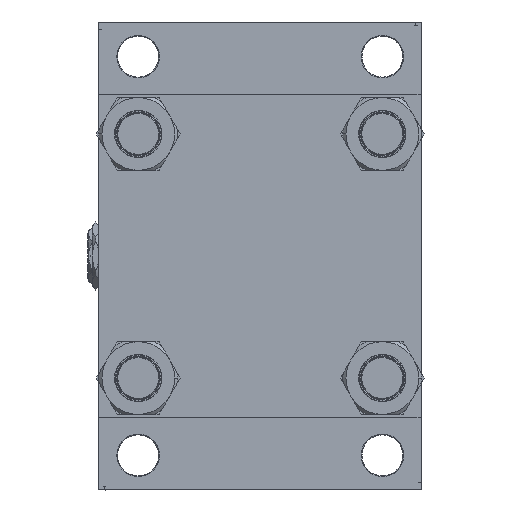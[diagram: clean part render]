
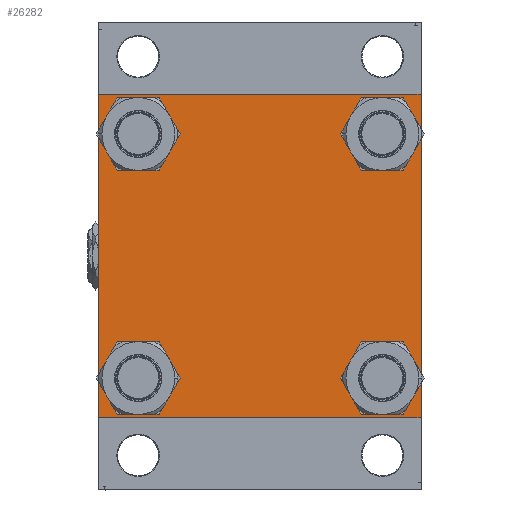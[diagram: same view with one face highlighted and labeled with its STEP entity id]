
A CAD part, left-side view. The second image highlights one B-rep face of the part: STEP entity #26282.
In plain terms, the highlighted planar face has unit normal (-1, 0, 0).
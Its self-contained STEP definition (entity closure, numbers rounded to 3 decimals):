
#77 = DIRECTION ( 'NONE',  ( 1., 0., 0. ) ) ;
#425 = EDGE_CURVE ( 'NONE', #16839, #40496, #22062, .T. ) ;
#524 = VECTOR ( 'NONE', #19393, 1000. ) ;
#757 = CARTESIAN_POINT ( 'NONE',  ( 0., -102.5, 102. ) ) ;
#766 = DIRECTION ( 'NONE',  ( 1., 0., 0. ) ) ;
#1278 = CARTESIAN_POINT ( 'NONE',  ( 0., 77.45, 77.45 ) ) ;
#1515 = DIRECTION ( 'NONE',  ( 1., 0., 0. ) ) ;
#1714 = VERTEX_POINT ( 'NONE', #35469 ) ;
#1806 = CARTESIAN_POINT ( 'NONE',  ( 0., -102.25, 102.25 ) ) ;
#1927 = VERTEX_POINT ( 'NONE', #41649 ) ;
#1942 = FACE_BOUND ( 'NONE', #29988, .T. ) ;
#2832 = VERTEX_POINT ( 'NONE', #36558 ) ;
#3852 = DIRECTION ( 'NONE',  ( 0., -0.707, -0.707 ) ) ;
#4495 = DIRECTION ( 'NONE',  ( 0., 0.707, -0.707 ) ) ;
#5335 = DIRECTION ( 'NONE',  ( 0., 0., 1. ) ) ;
#5755 = EDGE_CURVE ( 'NONE', #11344, #1927, #23150, .T. ) ;
#5810 = DIRECTION ( 'NONE',  ( 0., 0., -1. ) ) ;
#5967 = LINE ( 'NONE', #21459, #44369 ) ;
#6242 = FACE_BOUND ( 'NONE', #28260, .T. ) ;
#6613 = CARTESIAN_POINT ( 'NONE',  ( 0., -77.45, -91.45 ) ) ;
#6891 = ORIENTED_EDGE ( 'NONE', *, *, #40261, .T. ) ;
#7095 = ORIENTED_EDGE ( 'NONE', *, *, #48473, .T. ) ;
#7210 = CARTESIAN_POINT ( 'NONE',  ( 0., -77.45, 91.45 ) ) ;
#7442 = CARTESIAN_POINT ( 'NONE',  ( 0., -77.45, -77.45 ) ) ;
#8219 = ORIENTED_EDGE ( 'NONE', *, *, #44923, .T. ) ;
#8586 = CIRCLE ( 'NONE', #13450, 14. ) ;
#8661 = AXIS2_PLACEMENT_3D ( 'NONE', #29516, #17562, #40712 ) ;
#9305 = FACE_BOUND ( 'NONE', #15542, .T. ) ;
#9778 = VERTEX_POINT ( 'NONE', #46698 ) ;
#10306 = CARTESIAN_POINT ( 'NONE',  ( 0., 0., 0. ) ) ;
#10913 = ORIENTED_EDGE ( 'NONE', *, *, #17572, .T. ) ;
#11266 = DIRECTION ( 'NONE',  ( 0., -0.707, 0.707 ) ) ;
#11344 = VERTEX_POINT ( 'NONE', #15502 ) ;
#11435 = EDGE_CURVE ( 'NONE', #1714, #39111, #19912, .T. ) ;
#12340 = LINE ( 'NONE', #31923, #45613 ) ;
#12618 = ORIENTED_EDGE ( 'NONE', *, *, #5755, .T. ) ;
#13117 = CARTESIAN_POINT ( 'NONE',  ( 0., -102., 102.5 ) ) ;
#13450 = AXIS2_PLACEMENT_3D ( 'NONE', #7442, #77, #34389 ) ;
#13476 = ORIENTED_EDGE ( 'NONE', *, *, #11435, .T. ) ;
#15417 = DIRECTION ( 'NONE',  ( 0., -1., 0. ) ) ;
#15502 = CARTESIAN_POINT ( 'NONE',  ( 0., 102.5, -102. ) ) ;
#15542 = EDGE_LOOP ( 'NONE', ( #41152, #7095 ) ) ;
#16112 = VERTEX_POINT ( 'NONE', #13117 ) ;
#16247 = DIRECTION ( 'NONE',  ( 0., 0., 1. ) ) ;
#16502 = EDGE_CURVE ( 'NONE', #9778, #48854, #5967, .T. ) ;
#16549 = VERTEX_POINT ( 'NONE', #7210 ) ;
#16590 = EDGE_CURVE ( 'NONE', #33725, #11344, #23466, .T. ) ;
#16647 = CARTESIAN_POINT ( 'NONE',  ( 0., 102., 102.5 ) ) ;
#16839 = VERTEX_POINT ( 'NONE', #23969 ) ;
#16986 = DIRECTION ( 'NONE',  ( 0., 0., 1. ) ) ;
#17475 = AXIS2_PLACEMENT_3D ( 'NONE', #20813, #1515, #16986 ) ;
#17483 = DIRECTION ( 'NONE',  ( 0., 0., 1. ) ) ;
#17562 = DIRECTION ( 'NONE',  ( 1., 0., 0. ) ) ;
#17572 = EDGE_CURVE ( 'NONE', #1927, #9778, #19224, .T. ) ;
#18928 = VECTOR ( 'NONE', #5810, 1000. ) ;
#19224 = LINE ( 'NONE', #34737, #24968 ) ;
#19393 = DIRECTION ( 'NONE',  ( 0., 0., -1. ) ) ;
#19912 = CIRCLE ( 'NONE', #17475, 14. ) ;
#20771 = VECTOR ( 'NONE', #39399, 1000. ) ;
#20813 = CARTESIAN_POINT ( 'NONE',  ( 0., -77.45, -77.45 ) ) ;
#20816 = CIRCLE ( 'NONE', #8661, 14. ) ;
#21459 = CARTESIAN_POINT ( 'NONE',  ( 0., -102.25, -102.25 ) ) ;
#21845 = LINE ( 'NONE', #1806, #41382 ) ;
#22062 = CIRCLE ( 'NONE', #32621, 14. ) ;
#22150 = VERTEX_POINT ( 'NONE', #16647 ) ;
#22166 = ORIENTED_EDGE ( 'NONE', *, *, #38127, .T. ) ;
#23150 = LINE ( 'NONE', #38677, #35134 ) ;
#23466 = LINE ( 'NONE', #27298, #524 ) ;
#23550 = CARTESIAN_POINT ( 'NONE',  ( 0., -102.5, -102. ) ) ;
#23619 = VERTEX_POINT ( 'NONE', #35599 ) ;
#23757 = AXIS2_PLACEMENT_3D ( 'NONE', #31594, #43313, #47374 ) ;
#23873 = LINE ( 'NONE', #46279, #20771 ) ;
#23915 = EDGE_LOOP ( 'NONE', ( #24908, #12618, #10913, #33237, #46836, #8219, #27438, #49809 ) ) ;
#23969 = CARTESIAN_POINT ( 'NONE',  ( 0., 77.45, -63.45 ) ) ;
#24474 = AXIS2_PLACEMENT_3D ( 'NONE', #10306, #36478, #41083 ) ;
#24488 = CARTESIAN_POINT ( 'NONE',  ( 0., 102.5, 102. ) ) ;
#24908 = ORIENTED_EDGE ( 'NONE', *, *, #16590, .T. ) ;
#24968 = VECTOR ( 'NONE', #15417, 1000. ) ;
#25865 = DIRECTION ( 'NONE',  ( 1., 0., 0. ) ) ;
#26282 = ADVANCED_FACE ( 'NONE', ( #9305, #1942, #32675, #6242, #32934 ), #37249, .T. ) ;
#26856 = VERTEX_POINT ( 'NONE', #757 ) ;
#27298 = CARTESIAN_POINT ( 'NONE',  ( 0., 102.5, 102.5 ) ) ;
#27357 = CIRCLE ( 'NONE', #49310, 14. ) ;
#27438 = ORIENTED_EDGE ( 'NONE', *, *, #39226, .F. ) ;
#28260 = EDGE_LOOP ( 'NONE', ( #29183, #6891 ) ) ;
#28580 = AXIS2_PLACEMENT_3D ( 'NONE', #33304, #37365, #44764 ) ;
#29183 = ORIENTED_EDGE ( 'NONE', *, *, #41189, .T. ) ;
#29336 = CIRCLE ( 'NONE', #35011, 14. ) ;
#29516 = CARTESIAN_POINT ( 'NONE',  ( 0., 77.45, 77.45 ) ) ;
#29988 = EDGE_LOOP ( 'NONE', ( #13476, #22166 ) ) ;
#30555 = ORIENTED_EDGE ( 'NONE', *, *, #46864, .T. ) ;
#30905 = CIRCLE ( 'NONE', #28580, 14. ) ;
#31594 = CARTESIAN_POINT ( 'NONE',  ( 0., -77.45, 77.45 ) ) ;
#31797 = EDGE_CURVE ( 'NONE', #16549, #40376, #33602, .T. ) ;
#31923 = CARTESIAN_POINT ( 'NONE',  ( 0., 102.25, 102.25 ) ) ;
#32496 = LINE ( 'NONE', #40643, #18928 ) ;
#32621 = AXIS2_PLACEMENT_3D ( 'NONE', #44215, #25865, #17483 ) ;
#32675 = FACE_BOUND ( 'NONE', #42192, .T. ) ;
#32934 = FACE_OUTER_BOUND ( 'NONE', #23915, .T. ) ;
#33237 = ORIENTED_EDGE ( 'NONE', *, *, #16502, .T. ) ;
#33304 = CARTESIAN_POINT ( 'NONE',  ( 0., -77.45, 77.45 ) ) ;
#33602 = CIRCLE ( 'NONE', #23757, 14. ) ;
#33725 = VERTEX_POINT ( 'NONE', #24488 ) ;
#33871 = EDGE_CURVE ( 'NONE', #26856, #48854, #32496, .T. ) ;
#34389 = DIRECTION ( 'NONE',  ( 0., 0., 1. ) ) ;
#34737 = CARTESIAN_POINT ( 'NONE',  ( 0., 102.5, -102.5 ) ) ;
#35011 = AXIS2_PLACEMENT_3D ( 'NONE', #36322, #766, #16247 ) ;
#35134 = VECTOR ( 'NONE', #3852, 1000. ) ;
#35469 = CARTESIAN_POINT ( 'NONE',  ( 0., -77.45, -63.45 ) ) ;
#35599 = CARTESIAN_POINT ( 'NONE',  ( 0., 77.45, 63.45 ) ) ;
#36322 = CARTESIAN_POINT ( 'NONE',  ( 0., 77.45, -77.45 ) ) ;
#36478 = DIRECTION ( 'NONE',  ( -1., 0., 0. ) ) ;
#36558 = CARTESIAN_POINT ( 'NONE',  ( 0., 77.45, 91.45 ) ) ;
#36602 = ORIENTED_EDGE ( 'NONE', *, *, #425, .T. ) ;
#36767 = CARTESIAN_POINT ( 'NONE',  ( 0., 77.45, -91.45 ) ) ;
#37145 = CARTESIAN_POINT ( 'NONE',  ( 0., -77.45, 63.45 ) ) ;
#37249 = PLANE ( 'NONE',  #24474 ) ;
#37362 = DIRECTION ( 'NONE',  ( 0., 0.707, 0.707 ) ) ;
#37365 = DIRECTION ( 'NONE',  ( 1., 0., 0. ) ) ;
#38127 = EDGE_CURVE ( 'NONE', #39111, #1714, #8586, .T. ) ;
#38677 = CARTESIAN_POINT ( 'NONE',  ( 0., 102.25, -102.25 ) ) ;
#39111 = VERTEX_POINT ( 'NONE', #6613 ) ;
#39226 = EDGE_CURVE ( 'NONE', #22150, #16112, #23873, .T. ) ;
#39399 = DIRECTION ( 'NONE',  ( 0., -1., 0. ) ) ;
#40261 = EDGE_CURVE ( 'NONE', #23619, #2832, #20816, .T. ) ;
#40376 = VERTEX_POINT ( 'NONE', #37145 ) ;
#40496 = VERTEX_POINT ( 'NONE', #36767 ) ;
#40643 = CARTESIAN_POINT ( 'NONE',  ( 0., -102.5, 102.5 ) ) ;
#40660 = DIRECTION ( 'NONE',  ( 1., 0., 0. ) ) ;
#40712 = DIRECTION ( 'NONE',  ( 0., 0., 1. ) ) ;
#41083 = DIRECTION ( 'NONE',  ( 0., 0., 1. ) ) ;
#41152 = ORIENTED_EDGE ( 'NONE', *, *, #31797, .T. ) ;
#41189 = EDGE_CURVE ( 'NONE', #2832, #23619, #27357, .T. ) ;
#41382 = VECTOR ( 'NONE', #37362, 1000. ) ;
#41649 = CARTESIAN_POINT ( 'NONE',  ( 0., 102., -102.5 ) ) ;
#42192 = EDGE_LOOP ( 'NONE', ( #36602, #30555 ) ) ;
#43313 = DIRECTION ( 'NONE',  ( 1., 0., 0. ) ) ;
#44215 = CARTESIAN_POINT ( 'NONE',  ( 0., 77.45, -77.45 ) ) ;
#44369 = VECTOR ( 'NONE', #11266, 1000. ) ;
#44764 = DIRECTION ( 'NONE',  ( 0., 0., 1. ) ) ;
#44923 = EDGE_CURVE ( 'NONE', #26856, #16112, #21845, .T. ) ;
#45613 = VECTOR ( 'NONE', #4495, 1000. ) ;
#46279 = CARTESIAN_POINT ( 'NONE',  ( 0., 102.5, 102.5 ) ) ;
#46698 = CARTESIAN_POINT ( 'NONE',  ( 0., -102., -102.5 ) ) ;
#46836 = ORIENTED_EDGE ( 'NONE', *, *, #33871, .F. ) ;
#46864 = EDGE_CURVE ( 'NONE', #40496, #16839, #29336, .T. ) ;
#47374 = DIRECTION ( 'NONE',  ( 0., 0., 1. ) ) ;
#48081 = EDGE_CURVE ( 'NONE', #22150, #33725, #12340, .T. ) ;
#48473 = EDGE_CURVE ( 'NONE', #40376, #16549, #30905, .T. ) ;
#48854 = VERTEX_POINT ( 'NONE', #23550 ) ;
#49310 = AXIS2_PLACEMENT_3D ( 'NONE', #1278, #40660, #5335 ) ;
#49809 = ORIENTED_EDGE ( 'NONE', *, *, #48081, .T. ) ;
